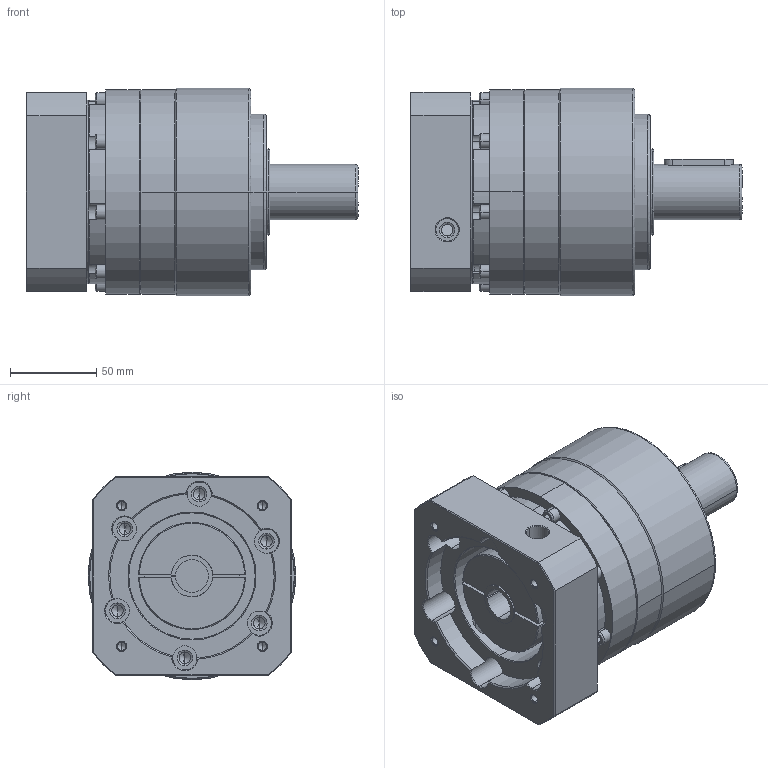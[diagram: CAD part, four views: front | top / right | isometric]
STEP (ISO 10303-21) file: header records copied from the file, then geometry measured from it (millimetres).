
FILE_DESCRIPTION (( 'STEP AP214' ), '1' );
FILE_NAME ('PE120-L1-19-95-115-M6-M8.STEP', '2024-01-06T05:03:31', ( 'admin' ), ( '' ), 'SwSTEP 2.0', 'SolidWorks 2013', '' );
FILE_SCHEMA (( 'AUTOMOTIVE_DESIGN' ));
Length unit declared in the file: millimetre
Products named in the file (5): PE120-L1-19-95-115-M6-M8; PB115_X2_58F34F537AEF_X0_; PB115-95-115M6; 22-19_X2_8F6C63625957_X0_; PE120
Assembly tree (4 placements, depth 2):
  PE120-L1-19-95-115-M6-M8
    PB115_X2_58F34F537AEF_X0_
    PB115-95-115M6
    22-19_X2_8F6C63625957_X0_
    PE120
Bounding box: 192 x 120 x 120 mm (x, y, z)
Volume: 1391901.4 mm3; surface area: 165688.2 mm2
Topology: 4 solids, 4 shells, 497 faces, 1216 edges, 726 vertices
Faces by surface type: cylinder 206, cone 142, plane 118, bspline 31
Entity records: 21241 total; most frequent: CARTESIAN_POINT 4113, DIRECTION 2506, ORIENTED_EDGE 2308, EDGE_CURVE 1154, AXIS2_PLACEMENT_3D 987, VERTEX_POINT 726, EDGE_LOOP 584, VECTOR 532
